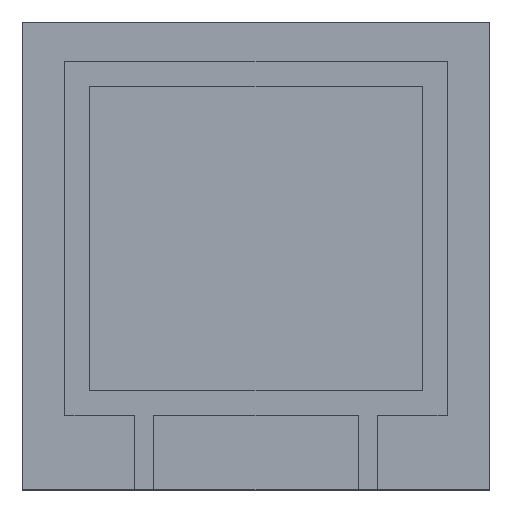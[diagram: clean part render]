
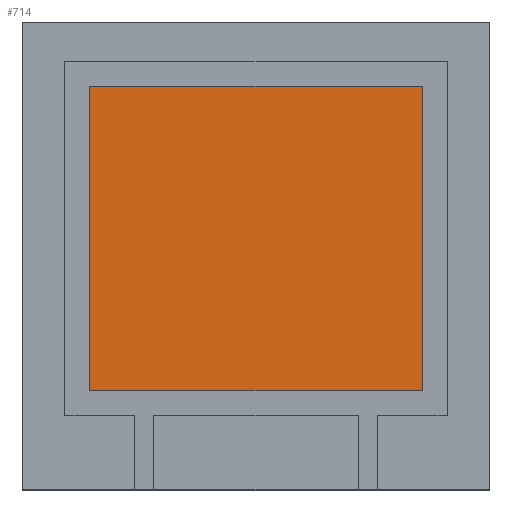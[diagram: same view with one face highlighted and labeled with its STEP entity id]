
A CAD part, top view. The second image highlights one B-rep face of the part: STEP entity #714.
In plain terms, the highlighted planar face has unit normal (0, 0, 1).
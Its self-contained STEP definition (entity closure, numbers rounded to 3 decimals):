
#13 = LINE ( 'NONE', #99, #344 ) ;
#37 = ORIENTED_EDGE ( 'NONE', *, *, #161, .T. ) ;
#47 = VERTEX_POINT ( 'NONE', #567 ) ;
#99 = CARTESIAN_POINT ( 'NONE',  ( -14.75, 15.05, 2.5 ) ) ;
#100 = LINE ( 'NONE', #668, #477 ) ;
#111 = EDGE_CURVE ( 'NONE', #448, #192, #116, .T. ) ;
#116 = LINE ( 'NONE', #561, #124 ) ;
#124 = VECTOR ( 'NONE', #342, 1000. ) ;
#127 = VERTEX_POINT ( 'NONE', #504 ) ;
#161 = EDGE_CURVE ( 'NONE', #192, #47, #411, .T. ) ;
#181 = EDGE_LOOP ( 'NONE', ( #242, #37, #685, #201 ) ) ;
#183 = EDGE_CURVE ( 'NONE', #47, #127, #13, .T. ) ;
#186 = DIRECTION ( 'NONE',  ( 0., 0., 1. ) ) ;
#192 = VERTEX_POINT ( 'NONE', #272 ) ;
#201 = ORIENTED_EDGE ( 'NONE', *, *, #337, .T. ) ;
#242 = ORIENTED_EDGE ( 'NONE', *, *, #111, .T. ) ;
#246 = VECTOR ( 'NONE', #605, 1000. ) ;
#272 = CARTESIAN_POINT ( 'NONE',  ( 14.75, 15.05, 2.5 ) ) ;
#274 = CARTESIAN_POINT ( 'NONE',  ( -14.75, 15.05, 2.5 ) ) ;
#279 = DIRECTION ( 'NONE',  ( 1., 0., 0. ) ) ;
#303 = PLANE ( 'NONE',  #692 ) ;
#337 = EDGE_CURVE ( 'NONE', #127, #448, #100, .T. ) ;
#342 = DIRECTION ( 'NONE',  ( 0., 1., 0. ) ) ;
#344 = VECTOR ( 'NONE', #720, 1000. ) ;
#396 = CARTESIAN_POINT ( 'NONE',  ( 14.75, -11.95, 2.5 ) ) ;
#411 = LINE ( 'NONE', #274, #246 ) ;
#448 = VERTEX_POINT ( 'NONE', #396 ) ;
#477 = VECTOR ( 'NONE', #279, 1000. ) ;
#504 = CARTESIAN_POINT ( 'NONE',  ( -14.75, -11.95, 2.5 ) ) ;
#522 = DIRECTION ( 'NONE',  ( 1., 0., 0. ) ) ;
#561 = CARTESIAN_POINT ( 'NONE',  ( 14.75, 15.05, 2.5 ) ) ;
#567 = CARTESIAN_POINT ( 'NONE',  ( -14.75, 15.05, 2.5 ) ) ;
#605 = DIRECTION ( 'NONE',  ( -1., 0., 0. ) ) ;
#635 = CARTESIAN_POINT ( 'NONE',  ( 0., 0., 2.5 ) ) ;
#658 = FACE_OUTER_BOUND ( 'NONE', #181, .T. ) ;
#668 = CARTESIAN_POINT ( 'NONE',  ( -14.75, -11.95, 2.5 ) ) ;
#685 = ORIENTED_EDGE ( 'NONE', *, *, #183, .T. ) ;
#692 = AXIS2_PLACEMENT_3D ( 'NONE', #635, #186, #522 ) ;
#714 = ADVANCED_FACE ( 'NONE', ( #658 ), #303, .T. ) ;
#720 = DIRECTION ( 'NONE',  ( 0., -1., 0. ) ) ;
